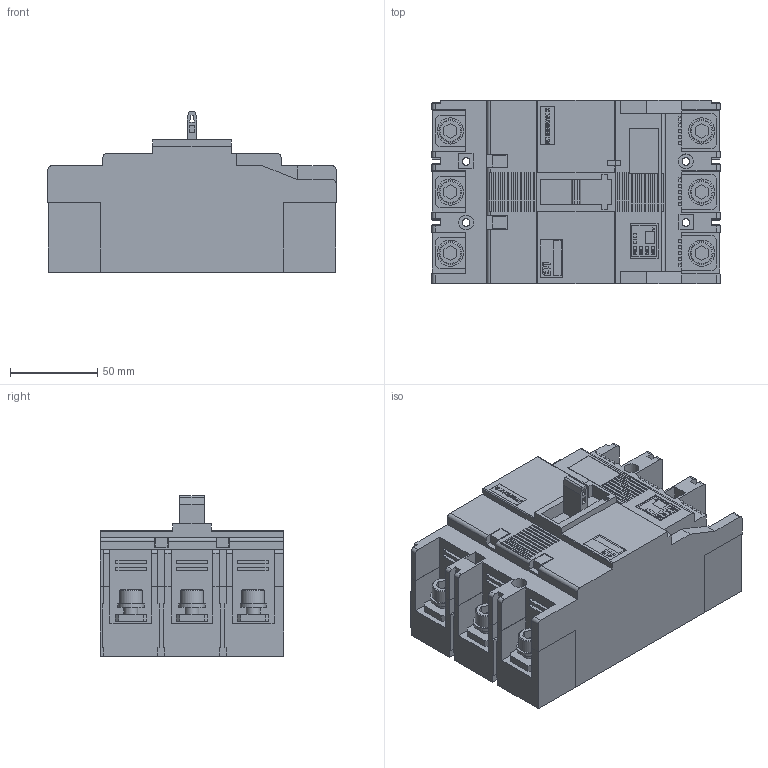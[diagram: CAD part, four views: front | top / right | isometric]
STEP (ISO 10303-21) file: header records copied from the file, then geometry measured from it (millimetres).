
FILE_DESCRIPTION( ( 'Unknown' ), '1' );
FILE_NAME( 'EB2 160_250 3P.stp', 'Unknown', ( 'Unknown' ), ( 'Unknown' ), 'PSStep 14.0', 'Unknown', ' ' );
FILE_SCHEMA( ( 'AUTOMOTIVE_DESIGN { 1 0 10303 214 1 1 1 1 }' ) );
Length unit declared in the file: millimetre
Products named in the file (6): Assem1; PS SS DA NA; ETIBREAK 2; Tampon_ETI-EB2; SZKIELKO; EB2 160_250 3P
Assembly tree (5 placements, depth 2):
  Assem1
    PS SS DA NA
    ETIBREAK 2
    Tampon_ETI-EB2
    SZKIELKO
    EB2 160_250 3P
Bounding box: 165 x 105.01 x 92 mm (x, y, z)
Volume: 1017726.4 mm3; surface area: 108515.3 mm2
Topology: 5 solids, 5 shells, 985 faces, 2608 edges, 1734 vertices
Faces by surface type: plane 826, cylinder 125, extrusion 28, torus 6
Full cylindrical faces by diameter (mm): 4.5 x4, 6 x2, 8 x12, 8.5 x2, 13 x6, 15 x6
Entity records: 39507 total; most frequent: CARTESIAN_POINT 7061, ORIENTED_EDGE 5118, DIRECTION 4721, EDGE_CURVE 2559, VECTOR 2267, LINE 2239, VERTEX_POINT 1723, AXIS2_PLACEMENT_3D 1227
